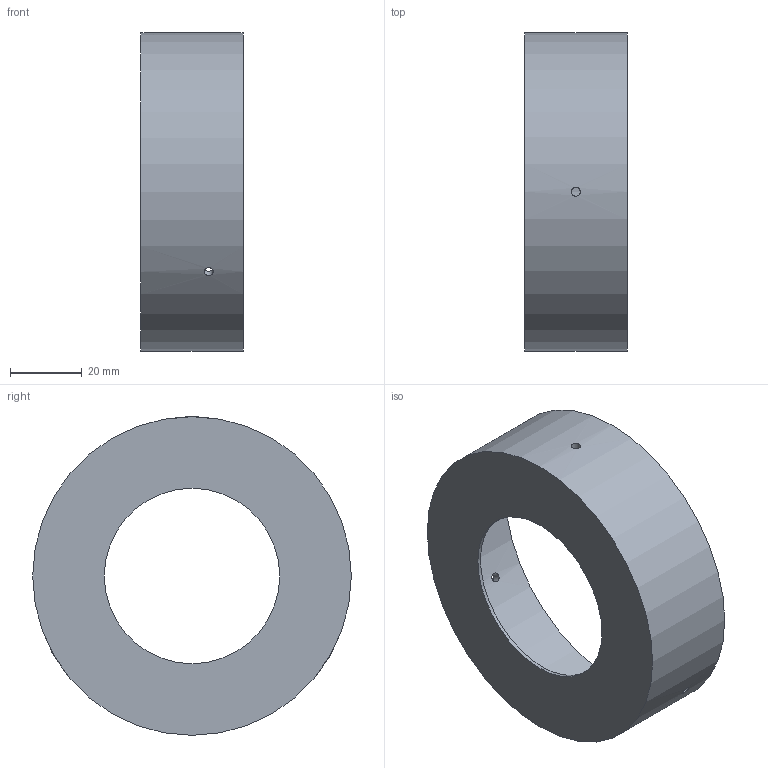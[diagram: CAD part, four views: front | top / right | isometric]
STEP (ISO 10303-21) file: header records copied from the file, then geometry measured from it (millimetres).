
FILE_DESCRIPTION(/* description */ ('','CAx-IF Rec.Pracs.---Representation and Presentation of Product Manufacturing Information (PMI)---4.0---2014-10-13'),/* implementation_level */ '2;1');
FILE_NAME(/* name */ 'Motor Case 2.step',/* time_stamp */ '2024-12-09T07:38:54+09:00',/* author */ (''),/* organization */ (''),/* preprocessor_version */ 'ST-DEVELOPER v20',/* originating_system */ 'Autodesk Translation Framework v13.20.0.188',/* authorisation */ '');
FILE_SCHEMA (('AP242_MANAGED_MODEL_BASED_3D_ENGINEERING_MIM_LF { 1 0 10303 442 1 1 4 }'));
Length unit declared in the file: millimetre
Products named in the file (1): 3_casing2
Bounding box: 28.5 x 89 x 89 mm (x, y, z)
Volume: 22255.3 mm3; surface area: 24094.8 mm2
Topology: 1 solids, 1 shells, 9 faces, 24 edges, 18 vertices
Faces by surface type: cylinder 6, plane 3
Full cylindrical faces by diameter (mm): 2.529 x3, 49 x1, 84.2 x1, 89 x1
Entity records: 528 total; most frequent: CARTESIAN_POINT 256, ORIENTED_EDGE 48, DIRECTION 38, EDGE_CURVE 24, EDGE_LOOP 18, VERTEX_POINT 18, AXIS2_PLACEMENT_3D 16, B_SPLINE_CURVE_WITH_KNOTS 12
